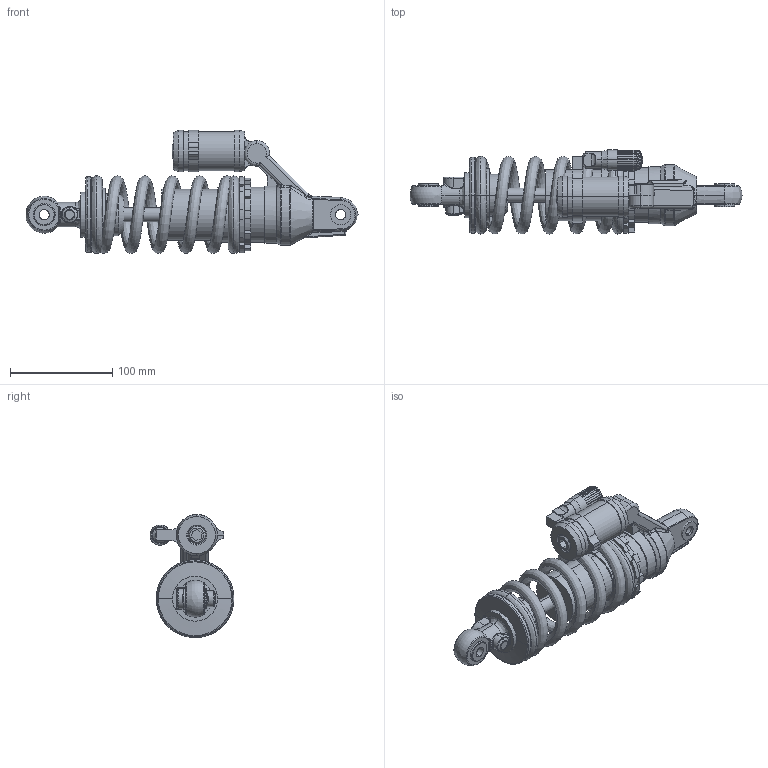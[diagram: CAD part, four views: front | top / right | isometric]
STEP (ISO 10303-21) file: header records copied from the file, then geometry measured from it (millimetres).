
FILE_DESCRIPTION (( 'STEP AP203' ), '1' );
FILE_NAME ('Amortisseur Olins.STEP', '2013-02-01T14:36:06', ( 'medicrea' ), ( '' ), 'SwSTEP 2.0', 'SolidWorks 2013', '' );
FILE_SCHEMA (( 'CONFIG_CONTROL_DESIGN' ));
Length unit declared in the file: millimetre
Products named in the file (1): Amortisseur Olins
Bounding box: 324.75 x 82.12 x 120.41 mm (x, y, z)
Volume: 721586.2 mm3; surface area: 158978.1 mm2
Topology: 8 solids, 8 shells, 532 faces, 1353 edges, 847 vertices
Faces by surface type: plane 189, cylinder 171, bspline 125, cone 30, torus 11, sphere 6
Entity records: 27719 total; most frequent: CARTESIAN_POINT 15601, ORIENTED_EDGE 2686, DIRECTION 2331, EDGE_CURVE 1343, AXIS2_PLACEMENT_3D 905, VERTEX_POINT 847, EDGE_LOOP 566, ADVANCED_FACE 532
